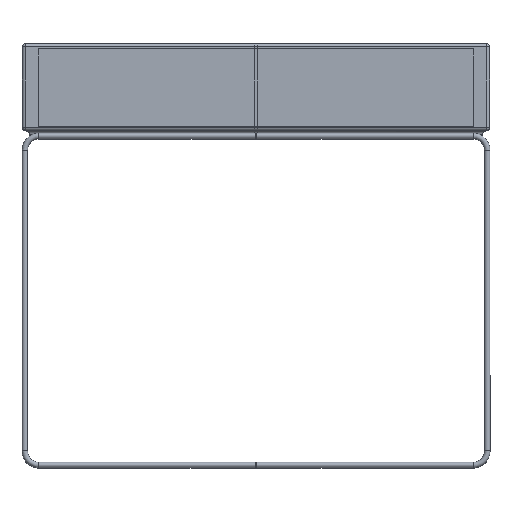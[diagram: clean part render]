
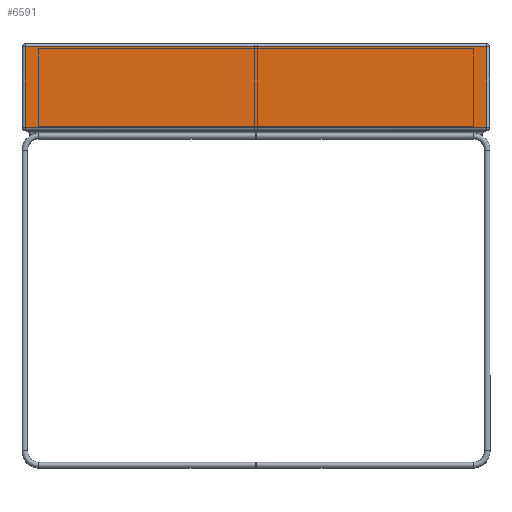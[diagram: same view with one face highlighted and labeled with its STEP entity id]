
A CAD part, top view. The second image highlights one B-rep face of the part: STEP entity #6591.
In plain terms, the highlighted planar face has unit normal (0, 0, 1).
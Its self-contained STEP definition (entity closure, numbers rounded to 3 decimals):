
#213 = EDGE_CURVE ( 'NONE', #3586, #6534, #3120, .T. ) ;
#405 = CARTESIAN_POINT ( 'NONE',  ( 493., 200., 249. ) ) ;
#508 = DIRECTION ( 'NONE',  ( -1., 0., 0. ) ) ;
#698 = VECTOR ( 'NONE', #6791, 1000. ) ;
#1289 = ORIENTED_EDGE ( 'NONE', *, *, #213, .T. ) ;
#1546 = PLANE ( 'NONE',  #5217 ) ;
#1607 = VECTOR ( 'NONE', #2960, 1000. ) ;
#1870 = VECTOR ( 'NONE', #4779, 1000. ) ;
#1880 = CARTESIAN_POINT ( 'NONE',  ( 499., 21., 249. ) ) ;
#2226 = CARTESIAN_POINT ( 'NONE',  ( -493., 194., 249. ) ) ;
#2289 = CARTESIAN_POINT ( 'NONE',  ( -493., 194., 249. ) ) ;
#2447 = CARTESIAN_POINT ( 'NONE',  ( 493., 21., 249. ) ) ;
#2505 = ORIENTED_EDGE ( 'NONE', *, *, #5583, .T. ) ;
#2694 = CARTESIAN_POINT ( 'NONE',  ( -499., 200., 249. ) ) ;
#2732 = EDGE_LOOP ( 'NONE', ( #6170, #5860, #1289, #2505 ) ) ;
#2960 = DIRECTION ( 'NONE',  ( 1., 0., 0. ) ) ;
#3021 = EDGE_CURVE ( 'NONE', #3077, #3481, #4119, .T. ) ;
#3077 = VERTEX_POINT ( 'NONE', #2447 ) ;
#3120 = LINE ( 'NONE', #4745, #698 ) ;
#3384 = LINE ( 'NONE', #1880, #1607 ) ;
#3481 = VERTEX_POINT ( 'NONE', #4279 ) ;
#3586 = VERTEX_POINT ( 'NONE', #2289 ) ;
#3746 = FACE_OUTER_BOUND ( 'NONE', #2732, .T. ) ;
#4119 = LINE ( 'NONE', #405, #5479 ) ;
#4279 = CARTESIAN_POINT ( 'NONE',  ( 493., 194., 249. ) ) ;
#4651 = CARTESIAN_POINT ( 'NONE',  ( -493., 21., 249. ) ) ;
#4745 = CARTESIAN_POINT ( 'NONE',  ( -493., 200., 249. ) ) ;
#4779 = DIRECTION ( 'NONE',  ( -1., 0., 0. ) ) ;
#4872 = LINE ( 'NONE', #2226, #1870 ) ;
#5204 = DIRECTION ( 'NONE',  ( 0., 1., 0. ) ) ;
#5217 = AXIS2_PLACEMENT_3D ( 'NONE', #2694, #5882, #508 ) ;
#5479 = VECTOR ( 'NONE', #5204, 1000. ) ;
#5583 = EDGE_CURVE ( 'NONE', #6534, #3077, #3384, .T. ) ;
#5860 = ORIENTED_EDGE ( 'NONE', *, *, #5881, .T. ) ;
#5881 = EDGE_CURVE ( 'NONE', #3481, #3586, #4872, .T. ) ;
#5882 = DIRECTION ( 'NONE',  ( 0., 0., -1. ) ) ;
#6170 = ORIENTED_EDGE ( 'NONE', *, *, #3021, .T. ) ;
#6534 = VERTEX_POINT ( 'NONE', #4651 ) ;
#6591 = ADVANCED_FACE ( 'NONE', ( #3746 ), #1546, .F. ) ;
#6791 = DIRECTION ( 'NONE',  ( 0., -1., 0. ) ) ;
